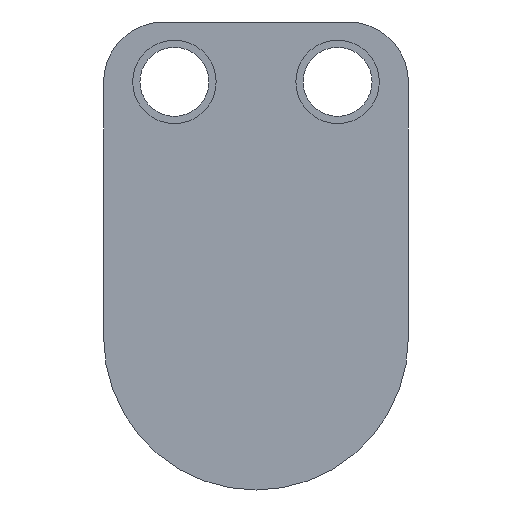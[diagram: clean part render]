
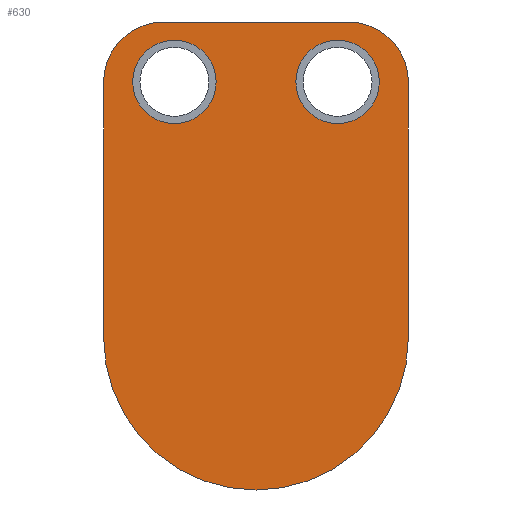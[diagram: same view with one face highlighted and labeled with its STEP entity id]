
A CAD part, front view. The second image highlights one B-rep face of the part: STEP entity #630.
In plain terms, the highlighted planar face has unit normal (0, -1, 0).
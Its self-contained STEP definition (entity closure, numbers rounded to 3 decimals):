
#1 = EDGE_CURVE ( 'NONE', #86, #453, #241, .T. ) ;
#5 = CARTESIAN_POINT ( 'NONE',  ( -33., 0., -33. ) ) ;
#8 = DIRECTION ( 'NONE',  ( 0., -1., 0. ) ) ;
#28 = DIRECTION ( 'NONE',  ( 0., 0., 1. ) ) ;
#50 = DIRECTION ( 'NONE',  ( 0., -1., 0. ) ) ;
#51 = EDGE_LOOP ( 'NONE', ( #727, #428 ) ) ;
#54 = DIRECTION ( 'NONE',  ( 0., 0., -1. ) ) ;
#70 = CARTESIAN_POINT ( 'NONE',  ( -135., 0., 0. ) ) ;
#71 = CIRCLE ( 'NONE', #511, 84. ) ;
#74 = DIRECTION ( 'NONE',  ( 0., 0., -1. ) ) ;
#80 = DIRECTION ( 'NONE',  ( 0., -1., 0. ) ) ;
#86 = VERTEX_POINT ( 'NONE', #332 ) ;
#89 = CIRCLE ( 'NONE', #695, 23. ) ;
#94 = CARTESIAN_POINT ( 'NONE',  ( 0., 0., 0. ) ) ;
#100 = DIRECTION ( 'NONE',  ( 0., 0., 1. ) ) ;
#104 = FACE_BOUND ( 'NONE', #587, .T. ) ;
#120 = VERTEX_POINT ( 'NONE', #418 ) ;
#138 = DIRECTION ( 'NONE',  ( 0., -1., 0. ) ) ;
#156 = VERTEX_POINT ( 'NONE', #486 ) ;
#169 = LINE ( 'NONE', #343, #631 ) ;
#181 = AXIS2_PLACEMENT_3D ( 'NONE', #826, #376, #654 ) ;
#183 = DIRECTION ( 'NONE',  ( 0., 0., 1. ) ) ;
#184 = FACE_BOUND ( 'NONE', #51, .T. ) ;
#190 = EDGE_CURVE ( 'NONE', #678, #510, #204, .T. ) ;
#202 = EDGE_CURVE ( 'NONE', #326, #120, #490, .T. ) ;
#204 = CIRCLE ( 'NONE', #837, 23. ) ;
#210 = DIRECTION ( 'NONE',  ( 0., 0., -1. ) ) ;
#219 = CARTESIAN_POINT ( 'NONE',  ( -168., 0., 0. ) ) ;
#222 = DIRECTION ( 'NONE',  ( 0., 1., 0. ) ) ;
#241 = CIRCLE ( 'NONE', #478, 33. ) ;
#249 = EDGE_CURVE ( 'NONE', #156, #326, #71, .T. ) ;
#261 = AXIS2_PLACEMENT_3D ( 'NONE', #515, #50, #183 ) ;
#264 = CARTESIAN_POINT ( 'NONE',  ( -39., 0., -10. ) ) ;
#267 = EDGE_LOOP ( 'NONE', ( #680, #830, #612, #673, #730, #624, #385 ) ) ;
#280 = CARTESIAN_POINT ( 'NONE',  ( -168., 0., -33. ) ) ;
#288 = DIRECTION ( 'NONE',  ( 0., 0., -1. ) ) ;
#295 = DIRECTION ( 'NONE',  ( 0., -1., 0. ) ) ;
#303 = CARTESIAN_POINT ( 'NONE',  ( -129., 0., -33. ) ) ;
#323 = DIRECTION ( 'NONE',  ( 0., 0., -1. ) ) ;
#326 = VERTEX_POINT ( 'NONE', #369 ) ;
#327 = CARTESIAN_POINT ( 'NONE',  ( -39., 0., -33. ) ) ;
#332 = CARTESIAN_POINT ( 'NONE',  ( 0., 0., -33. ) ) ;
#343 = CARTESIAN_POINT ( 'NONE',  ( 0., 0., 0. ) ) ;
#369 = CARTESIAN_POINT ( 'NONE',  ( -84., 0., -258. ) ) ;
#376 = DIRECTION ( 'NONE',  ( 0., 1., 0. ) ) ;
#377 = EDGE_CURVE ( 'NONE', #469, #549, #465, .T. ) ;
#385 = ORIENTED_EDGE ( 'NONE', *, *, #249, .F. ) ;
#387 = EDGE_CURVE ( 'NONE', #510, #678, #89, .T. ) ;
#388 = DIRECTION ( 'NONE',  ( 0., 0., 1. ) ) ;
#418 = CARTESIAN_POINT ( 'NONE',  ( -168., 0., -174. ) ) ;
#424 = CARTESIAN_POINT ( 'NONE',  ( -129., 0., -10. ) ) ;
#428 = ORIENTED_EDGE ( 'NONE', *, *, #509, .F. ) ;
#449 = LINE ( 'NONE', #219, #812 ) ;
#453 = VERTEX_POINT ( 'NONE', #456 ) ;
#456 = CARTESIAN_POINT ( 'NONE',  ( -33., 0., 0. ) ) ;
#458 = AXIS2_PLACEMENT_3D ( 'NONE', #767, #222, #28 ) ;
#465 = CIRCLE ( 'NONE', #261, 33. ) ;
#469 = VERTEX_POINT ( 'NONE', #70 ) ;
#476 = DIRECTION ( 'NONE',  ( 1., 0., 0. ) ) ;
#478 = AXIS2_PLACEMENT_3D ( 'NONE', #5, #138, #388 ) ;
#486 = CARTESIAN_POINT ( 'NONE',  ( 0., 0., -174. ) ) ;
#487 = EDGE_CURVE ( 'NONE', #691, #520, #726, .T. ) ;
#490 = CIRCLE ( 'NONE', #458, 84. ) ;
#509 = EDGE_CURVE ( 'NONE', #520, #691, #635, .T. ) ;
#510 = VERTEX_POINT ( 'NONE', #799 ) ;
#511 = AXIS2_PLACEMENT_3D ( 'NONE', #702, #764, #100 ) ;
#515 = CARTESIAN_POINT ( 'NONE',  ( -135., 0., -33. ) ) ;
#520 = VERTEX_POINT ( 'NONE', #264 ) ;
#549 = VERTEX_POINT ( 'NONE', #280 ) ;
#556 = VECTOR ( 'NONE', #210, 1000. ) ;
#568 = EDGE_CURVE ( 'NONE', #469, #453, #169, .T. ) ;
#587 = EDGE_LOOP ( 'NONE', ( #849, #808 ) ) ;
#588 = DIRECTION ( 'NONE',  ( 0., -1., 0. ) ) ;
#597 = EDGE_CURVE ( 'NONE', #120, #549, #449, .T. ) ;
#599 = EDGE_CURVE ( 'NONE', #86, #156, #666, .T. ) ;
#604 = CARTESIAN_POINT ( 'NONE',  ( -39., 0., -33. ) ) ;
#612 = ORIENTED_EDGE ( 'NONE', *, *, #568, .F. ) ;
#618 = FACE_OUTER_BOUND ( 'NONE', #267, .T. ) ;
#623 = CARTESIAN_POINT ( 'NONE',  ( -39., 0., -56. ) ) ;
#624 = ORIENTED_EDGE ( 'NONE', *, *, #202, .F. ) ;
#630 = ADVANCED_FACE ( 'NONE', ( #104, #184, #618 ), #832, .F. ) ;
#631 = VECTOR ( 'NONE', #476, 1000. ) ;
#635 = CIRCLE ( 'NONE', #722, 23. ) ;
#654 = DIRECTION ( 'NONE',  ( 0., 0., 1. ) ) ;
#666 = LINE ( 'NONE', #94, #556 ) ;
#673 = ORIENTED_EDGE ( 'NONE', *, *, #377, .T. ) ;
#678 = VERTEX_POINT ( 'NONE', #424 ) ;
#680 = ORIENTED_EDGE ( 'NONE', *, *, #599, .F. ) ;
#691 = VERTEX_POINT ( 'NONE', #623 ) ;
#693 = CARTESIAN_POINT ( 'NONE',  ( -129., 0., -33. ) ) ;
#695 = AXIS2_PLACEMENT_3D ( 'NONE', #303, #588, #54 ) ;
#702 = CARTESIAN_POINT ( 'NONE',  ( -84., 0., -174. ) ) ;
#722 = AXIS2_PLACEMENT_3D ( 'NONE', #604, #8, #323 ) ;
#726 = CIRCLE ( 'NONE', #763, 23. ) ;
#727 = ORIENTED_EDGE ( 'NONE', *, *, #487, .F. ) ;
#730 = ORIENTED_EDGE ( 'NONE', *, *, #597, .F. ) ;
#763 = AXIS2_PLACEMENT_3D ( 'NONE', #327, #80, #74 ) ;
#764 = DIRECTION ( 'NONE',  ( 0., 1., 0. ) ) ;
#767 = CARTESIAN_POINT ( 'NONE',  ( -84., 0., -174. ) ) ;
#799 = CARTESIAN_POINT ( 'NONE',  ( -129., 0., -56. ) ) ;
#808 = ORIENTED_EDGE ( 'NONE', *, *, #190, .F. ) ;
#811 = DIRECTION ( 'NONE',  ( 0., 0., 1. ) ) ;
#812 = VECTOR ( 'NONE', #811, 1000. ) ;
#826 = CARTESIAN_POINT ( 'NONE',  ( -84., 0., -174. ) ) ;
#830 = ORIENTED_EDGE ( 'NONE', *, *, #1, .T. ) ;
#832 = PLANE ( 'NONE',  #181 ) ;
#837 = AXIS2_PLACEMENT_3D ( 'NONE', #693, #295, #288 ) ;
#849 = ORIENTED_EDGE ( 'NONE', *, *, #387, .F. ) ;
